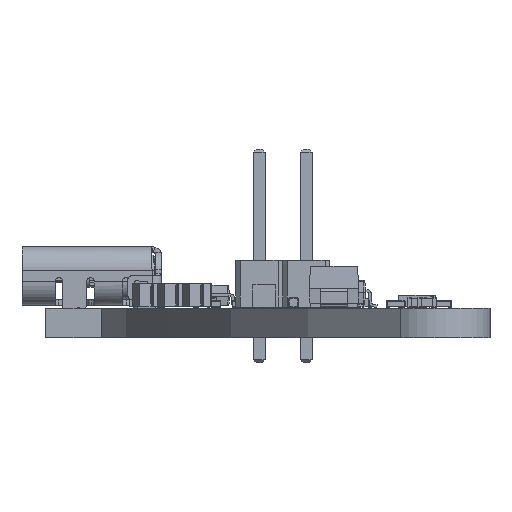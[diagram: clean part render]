
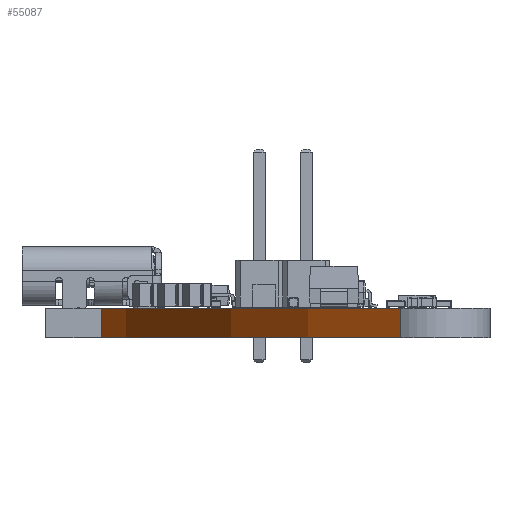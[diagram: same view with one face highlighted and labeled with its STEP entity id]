
A CAD part, front view. The second image highlights one B-rep face of the part: STEP entity #55087.
In plain terms, the highlighted cylindrical face has radius 42.31 mm (diameter 84.62 mm), a partial arc.
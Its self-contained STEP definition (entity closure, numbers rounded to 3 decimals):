
#54537 = VERTEX_POINT('',#54538);
#54538 = CARTESIAN_POINT('',(-8.995,-5.,0.));
#54544 = EDGE_CURVE('',#54545,#54537,#54547,.T.);
#54545 = VERTEX_POINT('',#54546);
#54546 = CARTESIAN_POINT('',(7.183,-33.506,0.));
#54547 = CIRCLE('',#54548,42.31);
#54548 = AXIS2_PLACEMENT_3D('',#54549,#54550,#54551);
#54549 = CARTESIAN_POINT('',(33.018,0.,0.));
#54550 = DIRECTION('',(0.,0.,-1.));
#54551 = DIRECTION('',(-0.611,-0.792,-0.));
#54798 = VERTEX_POINT('',#54799);
#54799 = CARTESIAN_POINT('',(-8.995,-5.,1.6));
#54805 = EDGE_CURVE('',#54806,#54798,#54808,.T.);
#54806 = VERTEX_POINT('',#54807);
#54807 = CARTESIAN_POINT('',(7.183,-33.506,1.6));
#54808 = CIRCLE('',#54809,42.31);
#54809 = AXIS2_PLACEMENT_3D('',#54810,#54811,#54812);
#54810 = CARTESIAN_POINT('',(33.018,0.,1.6));
#54811 = DIRECTION('',(0.,0.,-1.));
#54812 = DIRECTION('',(-0.611,-0.792,-0.));
#55059 = EDGE_CURVE('',#54545,#54806,#55060,.T.);
#55060 = LINE('',#55061,#55062);
#55061 = CARTESIAN_POINT('',(7.183,-33.506,0.));
#55062 = VECTOR('',#55063,1.);
#55063 = DIRECTION('',(0.,0.,1.));
#55087 = ADVANCED_FACE('',(#55088),#55099,.T.);
#55088 = FACE_BOUND('',#55089,.T.);
#55089 = EDGE_LOOP('',(#55090,#55091,#55092,#55098));
#55090 = ORIENTED_EDGE('',*,*,#55059,.T.);
#55091 = ORIENTED_EDGE('',*,*,#54805,.T.);
#55092 = ORIENTED_EDGE('',*,*,#55093,.F.);
#55093 = EDGE_CURVE('',#54537,#54798,#55094,.T.);
#55094 = LINE('',#55095,#55096);
#55095 = CARTESIAN_POINT('',(-8.995,-5.,0.));
#55096 = VECTOR('',#55097,1.);
#55097 = DIRECTION('',(0.,0.,1.));
#55098 = ORIENTED_EDGE('',*,*,#54544,.F.);
#55099 = CYLINDRICAL_SURFACE('',#55100,42.31);
#55100 = AXIS2_PLACEMENT_3D('',#55101,#55102,#55103);
#55101 = CARTESIAN_POINT('',(33.018,0.,0.));
#55102 = DIRECTION('',(0.,0.,-1.));
#55103 = DIRECTION('',(-0.611,-0.792,-0.));
